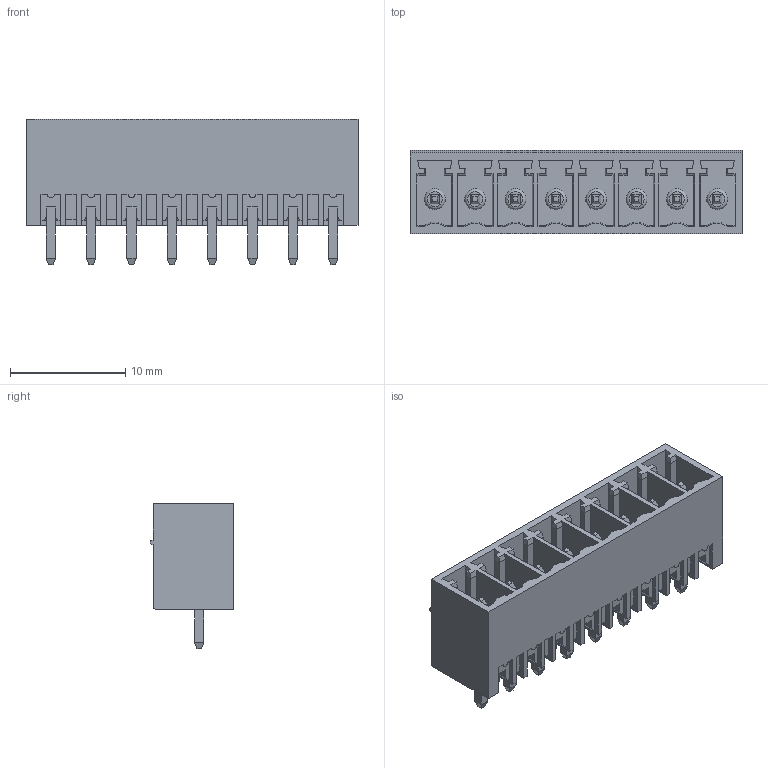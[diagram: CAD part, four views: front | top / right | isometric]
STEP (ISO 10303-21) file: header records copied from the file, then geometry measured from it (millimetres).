
FILE_DESCRIPTION(('STEP AP214'),'1');
FILE_NAME('PV08-3,5-V-P.stp','2018-11-29T10:45:41',(' '),(' '),'Spatial InterOp 3D',' ',' ');
FILE_SCHEMA(('AUTOMOTIVE_DESIGN { 1 0 10303 214 1 1 1 1 }'));
Length unit declared in the file: metre
Products named in the file (1): 1
Bounding box: 28.8 x 7.25 x 12.6 mm (x, y, z)
Volume: 977.7 mm3; surface area: 2544.8 mm2
Topology: 1 solids, 1 shells, 541 faces, 1401 edges, 886 vertices
Faces by surface type: plane 500, cylinder 25, torus 8, cone 8
Full cylindrical faces by diameter (mm): 1.8 x8
Entity records: 20238 total; most frequent: CARTESIAN_POINT 2845, ORIENTED_EDGE 2754, DIRECTION 2511, EDGE_CURVE 1377, LINE 1295, VECTOR 1295, VERTEX_POINT 878, AXIS2_PLACEMENT_3D 608
